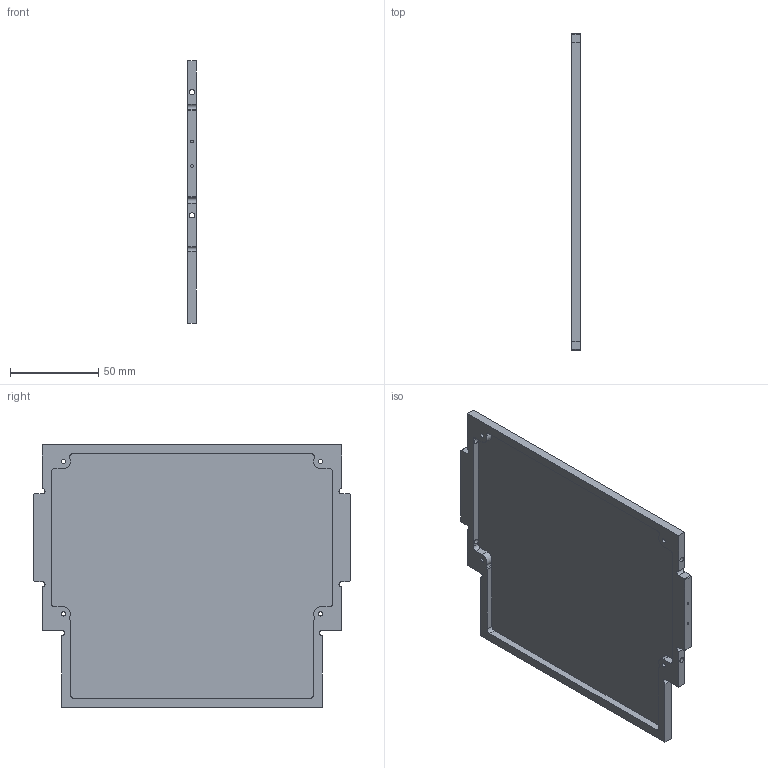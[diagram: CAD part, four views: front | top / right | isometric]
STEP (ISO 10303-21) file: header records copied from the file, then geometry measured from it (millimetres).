
FILE_DESCRIPTION(/* description */ (''),/* implementation_level */ '2;1');
FILE_NAME(/* name */ 'TorsoFrontCoverFrame.stp',/* time_stamp */ '2024-06-03T22:40:11+09:00',/* author */ ('masato'),/* organization */ (''),/* preprocessor_version */ 'ST-DEVELOPER v20',/* originating_system */ 'Autodesk Inventor 2024',/* authorisation */ '');
FILE_SCHEMA (('AUTOMOTIVE_DESIGN { 1 0 10303 214 3 1 1 }'));
Length unit declared in the file: millimetre
Products named in the file (1): TorsoFrontCoverFrame
Bounding box: 5 x 180 x 149 mm (x, y, z)
Volume: 40295.3 mm3; surface area: 55728.5 mm2
Topology: 1 solids, 1 shells, 71 faces, 200 edges, 132 vertices
Faces by surface type: plane 37, cylinder 34
Full cylindrical faces by diameter (mm): 1.567 x4, 2.459 x4, 3 x4
Entity records: 2433 total; most frequent: DIRECTION 416, CARTESIAN_POINT 404, ORIENTED_EDGE 400, EDGE_CURVE 200, AXIS2_PLACEMENT_3D 144, VERTEX_POINT 132, LINE 128, VECTOR 128
